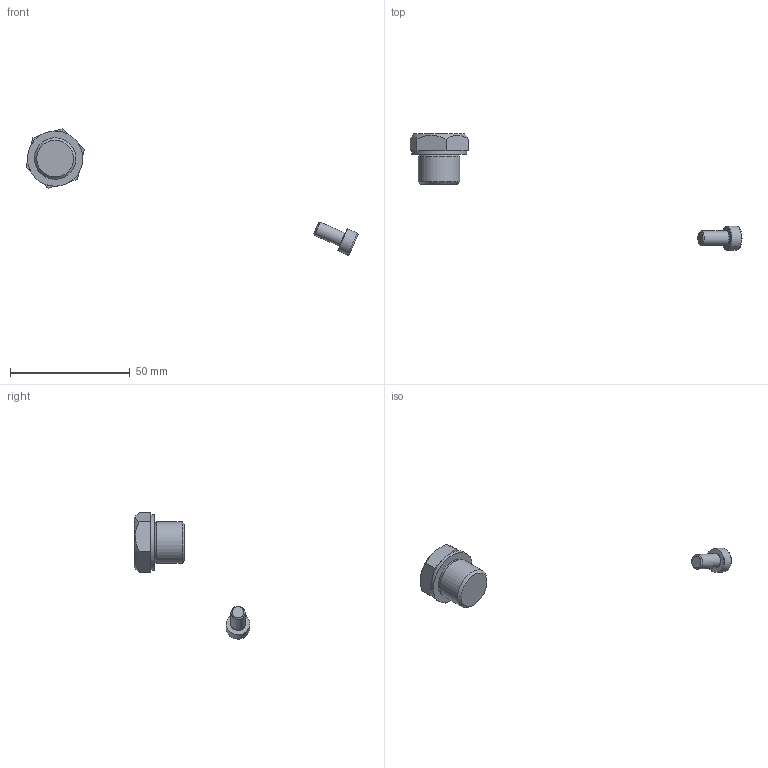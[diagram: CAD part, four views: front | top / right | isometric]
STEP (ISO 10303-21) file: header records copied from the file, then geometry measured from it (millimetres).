
FILE_DESCRIPTION(/* description */ ('Unknown'),/* implementation_level */ '2;1');
FILE_NAME(/* name */ 'PM25S',/* time_stamp */ '2024-11-28T16:36:26+01:00',/* author */ ('Unknown'),/* organization */ ('Unknown'),/* preprocessor_version */ 'ST-DEVELOPER v19.4',/* originating_system */ 'Solid Edge',/* authorisation */ 'Unknown');
FILE_SCHEMA (('AUTOMOTIVE_DESIGN {1 0 10303 214 3 1 1}'));
Length unit declared in the file: millimetre
Products named in the file (1): PM25S
Bounding box: 138.34 x 48.3 x 52.61 mm (x, y, z)
Volume: 7020.9 mm3; surface area: 2855.2 mm2
Topology: 2 solids, 2 shells, 46 faces, 98 edges, 60 vertices
Faces by surface type: plane 32, cylinder 5, torus 5, cone 4
Full cylindrical faces by diameter (mm): 6 x1, 10 x1, 17 x1, 17.3 x1, 23 x1
Entity records: 1486 total; most frequent: CARTESIAN_POINT 245, DIRECTION 190, ORIENTED_EDGE 156, EDGE_CURVE 78, AXIS2_PLACEMENT_3D 77, EDGE_LOOP 64, FACE_BOUND 64, VERTEX_POINT 54
